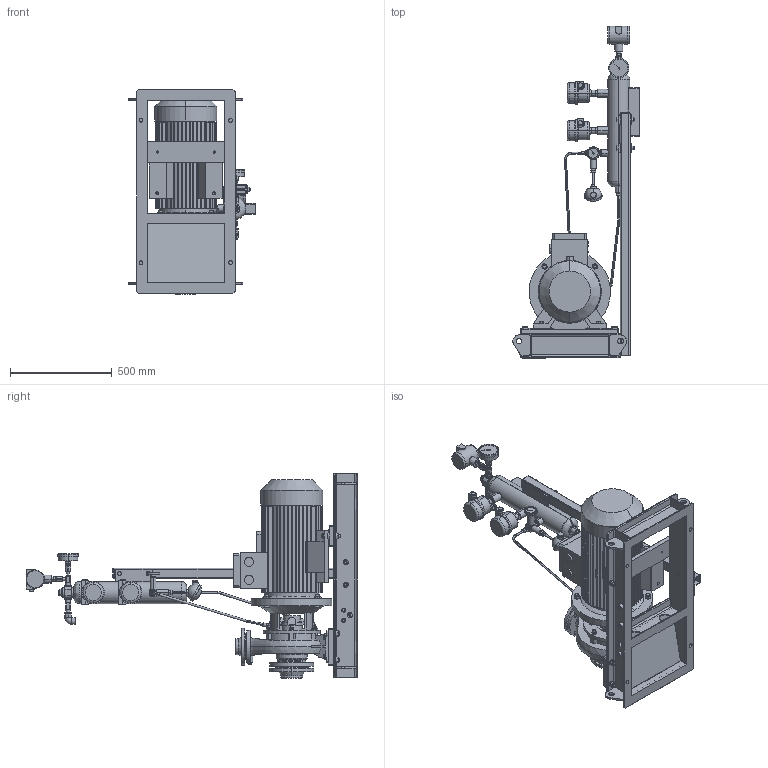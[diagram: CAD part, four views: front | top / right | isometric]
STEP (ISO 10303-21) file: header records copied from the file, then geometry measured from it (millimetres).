
FILE_DESCRIPTION (( 'STEP AP203' ), '1' );
FILE_NAME ('221-216-55Ò-ÐÑ2-16-02.step', '2023-07-26T14:59:11', ( 'adb' ), ( '' ), 'SwSTEP 2.0', 'SolidWorks 2016', '' );
FILE_SCHEMA (( 'CONFIG_CONTROL_DESIGN' ));
Products named in the file (1): 221-216-55Ò-ÐÑ2-16-02
Bounding box: 620.8 x 1630.5 x 1005 mm (x, y, z)
Volume: 70342242.5 mm3; surface area: 6298847.7 mm2
Topology: 32 solids, 47 shells, 3185 faces, 8115 edges, 5231 vertices
Faces by surface type: plane 1640, cylinder 1161, cone 272, torus 65, bspline 37, sphere 10
Entity records: 110821 total; most frequent: CARTESIAN_POINT 32807, DIRECTION 16467, ORIENTED_EDGE 16198, EDGE_CURVE 8099, AXIS2_PLACEMENT_3D 6214, VERTEX_POINT 5225, LINE 4039, VECTOR 4039
